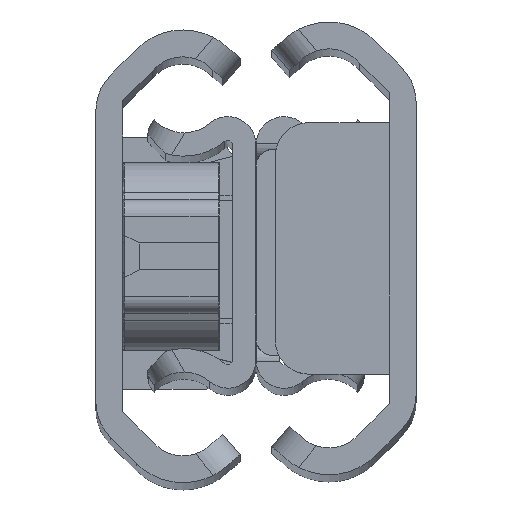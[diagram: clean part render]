
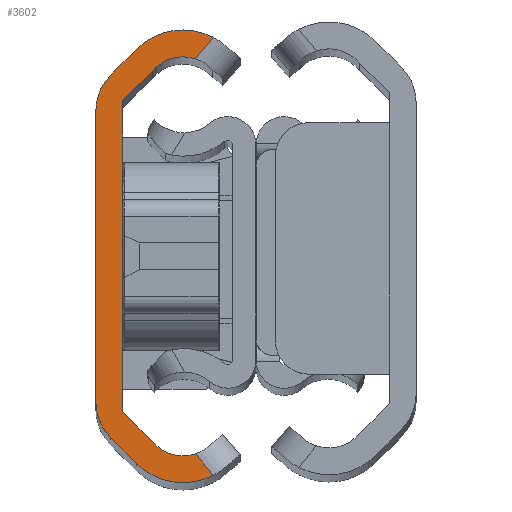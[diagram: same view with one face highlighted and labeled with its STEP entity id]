
A CAD part, top view. The second image highlights one B-rep face of the part: STEP entity #3602.
In plain terms, the highlighted planar face has unit normal (0, 0, 1).
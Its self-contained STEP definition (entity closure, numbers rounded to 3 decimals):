
#4 = EDGE_CURVE ( 'NONE', #4181, #2107, #1594, .T. ) ;
#18 = VERTEX_POINT ( 'NONE', #673 ) ;
#51 = EDGE_CURVE ( 'NONE', #935, #651, #2365, .T. ) ;
#107 = CARTESIAN_POINT ( 'NONE',  ( 5.2, 9.52, 0. ) ) ;
#111 = DIRECTION ( 'NONE',  ( 0., 0., 1. ) ) ;
#140 = DIRECTION ( 'NONE',  ( 1., 0., 0. ) ) ;
#371 = ORIENTED_EDGE ( 'NONE', *, *, #4, .T. ) ;
#398 = CARTESIAN_POINT ( 'NONE',  ( 2.414, -12.346, 0. ) ) ;
#431 = AXIS2_PLACEMENT_3D ( 'NONE', #3024, #5263, #4603 ) ;
#448 = AXIS2_PLACEMENT_3D ( 'NONE', #2589, #4355, #3114 ) ;
#479 = EDGE_CURVE ( 'NONE', #651, #2562, #2729, .T. ) ;
#596 = DIRECTION ( 'NONE',  ( 0.707, -0.707, 0. ) ) ;
#644 = LINE ( 'NONE', #3376, #6397 ) ;
#651 = VERTEX_POINT ( 'NONE', #877 ) ;
#673 = CARTESIAN_POINT ( 'NONE',  ( 1.6, -9.269, 0. ) ) ;
#690 = ORIENTED_EDGE ( 'NONE', *, *, #1296, .T. ) ;
#877 = CARTESIAN_POINT ( 'NONE',  ( 3.359, 11.028, 0. ) ) ;
#895 = EDGE_CURVE ( 'NONE', #1391, #1283, #2695, .T. ) ;
#935 = VERTEX_POINT ( 'NONE', #3234 ) ;
#957 = VECTOR ( 'NONE', #5203, 1000. ) ;
#1030 = LINE ( 'NONE', #3987, #5506 ) ;
#1052 = ORIENTED_EDGE ( 'NONE', *, *, #1208, .T. ) ;
#1091 = AXIS2_PLACEMENT_3D ( 'NONE', #107, #3494, #140 ) ;
#1112 = PLANE ( 'NONE',  #5273 ) ;
#1193 = CARTESIAN_POINT ( 'NONE',  ( 2.414, 12.346, 0. ) ) ;
#1208 = EDGE_CURVE ( 'NONE', #2141, #6083, #6240, .T. ) ;
#1283 = VERTEX_POINT ( 'NONE', #5793 ) ;
#1296 = EDGE_CURVE ( 'NONE', #1283, #18, #6458, .T. ) ;
#1391 = VERTEX_POINT ( 'NONE', #1488 ) ;
#1400 = CARTESIAN_POINT ( 'NONE',  ( 3.207, 8.515, 0. ) ) ;
#1415 = DIRECTION ( 'NONE',  ( -0.707, 0.707, 0. ) ) ;
#1488 = CARTESIAN_POINT ( 'NONE',  ( 5.946, -11.78, 0. ) ) ;
#1559 = VERTEX_POINT ( 'NONE', #1193 ) ;
#1580 = CARTESIAN_POINT ( 'NONE',  ( 0., -8.689, 0. ) ) ;
#1594 = LINE ( 'NONE', #5567, #6004 ) ;
#1636 = CARTESIAN_POINT ( 'NONE',  ( 0., 8.689, 0. ) ) ;
#1697 = DIRECTION ( 'NONE',  ( 0., 0., 1. ) ) ;
#1805 = EDGE_CURVE ( 'NONE', #2107, #2192, #3151, .T. ) ;
#1825 = ORIENTED_EDGE ( 'NONE', *, *, #5179, .T. ) ;
#1834 = CARTESIAN_POINT ( 'NONE',  ( 0.879, -10.811, 0. ) ) ;
#1887 = EDGE_CURVE ( 'NONE', #6586, #4181, #6313, .T. ) ;
#1903 = CARTESIAN_POINT ( 'NONE',  ( 2.414, 12.346, 0. ) ) ;
#1963 = VECTOR ( 'NONE', #2767, 1000. ) ;
#1965 = DIRECTION ( 'NONE',  ( 1., 0., 0. ) ) ;
#2070 = EDGE_CURVE ( 'NONE', #2562, #5019, #4207, .T. ) ;
#2107 = VERTEX_POINT ( 'NONE', #1580 ) ;
#2141 = VERTEX_POINT ( 'NONE', #398 ) ;
#2158 = EDGE_CURVE ( 'NONE', #6083, #1391, #3760, .T. ) ;
#2181 = EDGE_LOOP ( 'NONE', ( #1052, #5111, #3385, #690, #6384, #6629, #3620, #2387, #6694, #1825, #5469, #371, #4088, #3404 ) ) ;
#2192 = VERTEX_POINT ( 'NONE', #1834 ) ;
#2365 = LINE ( 'NONE', #2822, #957 ) ;
#2387 = ORIENTED_EDGE ( 'NONE', *, *, #2070, .T. ) ;
#2448 = CIRCLE ( 'NONE', #448, 3.94 ) ;
#2485 = DIRECTION ( 'NONE',  ( 0., 0., -1. ) ) ;
#2562 = VERTEX_POINT ( 'NONE', #5993 ) ;
#2589 = CARTESIAN_POINT ( 'NONE',  ( 5.2, 9.56, 0. ) ) ;
#2695 = CIRCLE ( 'NONE', #7155, 2.38 ) ;
#2729 = CIRCLE ( 'NONE', #1091, 2.38 ) ;
#2761 = CARTESIAN_POINT ( 'NONE',  ( 7.017, 13.056, 0. ) ) ;
#2767 = DIRECTION ( 'NONE',  ( 0.643, 0.766, 0. ) ) ;
#2822 = CARTESIAN_POINT ( 'NONE',  ( 3.359, 11.028, 0. ) ) ;
#2898 = DIRECTION ( 'NONE',  ( 0., 1., 0. ) ) ;
#3024 = CARTESIAN_POINT ( 'NONE',  ( 3., 8.689, 0. ) ) ;
#3045 = DIRECTION ( 'NONE',  ( 0., 0., 1. ) ) ;
#3114 = DIRECTION ( 'NONE',  ( 1., 0., 0. ) ) ;
#3151 = CIRCLE ( 'NONE', #7254, 3. ) ;
#3234 = CARTESIAN_POINT ( 'NONE',  ( 1.6, 9.269, 0. ) ) ;
#3320 = CARTESIAN_POINT ( 'NONE',  ( -5.35, 1.683, 0. ) ) ;
#3376 = CARTESIAN_POINT ( 'NONE',  ( 1.6, 9.269, 0. ) ) ;
#3385 = ORIENTED_EDGE ( 'NONE', *, *, #895, .T. ) ;
#3404 = ORIENTED_EDGE ( 'NONE', *, *, #6699, .T. ) ;
#3451 = EDGE_CURVE ( 'NONE', #5019, #1559, #2448, .T. ) ;
#3494 = DIRECTION ( 'NONE',  ( 0., 0., -1. ) ) ;
#3602 = ADVANCED_FACE ( 'NONE', ( #6112 ), #1112, .T. ) ;
#3620 = ORIENTED_EDGE ( 'NONE', *, *, #479, .T. ) ;
#3760 = LINE ( 'NONE', #3320, #5146 ) ;
#3796 = DIRECTION ( 'NONE',  ( -0.643, 0.766, 0. ) ) ;
#3922 = DIRECTION ( 'NONE',  ( 0., -1., 0. ) ) ;
#3987 = CARTESIAN_POINT ( 'NONE',  ( 2.414, -12.346, 0. ) ) ;
#4016 = AXIS2_PLACEMENT_3D ( 'NONE', #4662, #3045, #1965 ) ;
#4088 = ORIENTED_EDGE ( 'NONE', *, *, #1805, .T. ) ;
#4165 = CARTESIAN_POINT ( 'NONE',  ( 3., -8.689, 0. ) ) ;
#4181 = VERTEX_POINT ( 'NONE', #1636 ) ;
#4183 = DIRECTION ( 'NONE',  ( 1., 0., 0. ) ) ;
#4207 = LINE ( 'NONE', #1400, #1963 ) ;
#4319 = EDGE_CURVE ( 'NONE', #18, #935, #644, .T. ) ;
#4355 = DIRECTION ( 'NONE',  ( 0., 0., 1. ) ) ;
#4394 = CARTESIAN_POINT ( 'NONE',  ( 3., 8.689, 0. ) ) ;
#4603 = DIRECTION ( 'NONE',  ( 1., 0., 0. ) ) ;
#4631 = LINE ( 'NONE', #1903, #5602 ) ;
#4662 = CARTESIAN_POINT ( 'NONE',  ( 5.2, -9.56, 0. ) ) ;
#4667 = DIRECTION ( 'NONE',  ( -0.707, -0.707, 0. ) ) ;
#5019 = VERTEX_POINT ( 'NONE', #2761 ) ;
#5111 = ORIENTED_EDGE ( 'NONE', *, *, #2158, .T. ) ;
#5146 = VECTOR ( 'NONE', #3796, 1000. ) ;
#5179 = EDGE_CURVE ( 'NONE', #1559, #6586, #4631, .T. ) ;
#5203 = DIRECTION ( 'NONE',  ( 0.707, 0.707, 0. ) ) ;
#5247 = CARTESIAN_POINT ( 'NONE',  ( 3.359, -11.028, 0. ) ) ;
#5263 = DIRECTION ( 'NONE',  ( 0., 0., 1. ) ) ;
#5273 = AXIS2_PLACEMENT_3D ( 'NONE', #4394, #1697, #6188 ) ;
#5351 = CARTESIAN_POINT ( 'NONE',  ( 5.2, -9.52, 0. ) ) ;
#5469 = ORIENTED_EDGE ( 'NONE', *, *, #1887, .T. ) ;
#5506 = VECTOR ( 'NONE', #596, 1000. ) ;
#5567 = CARTESIAN_POINT ( 'NONE',  ( 0., -8.689, 0. ) ) ;
#5602 = VECTOR ( 'NONE', #4667, 1000. ) ;
#5793 = CARTESIAN_POINT ( 'NONE',  ( 3.359, -11.028, 0. ) ) ;
#5881 = VECTOR ( 'NONE', #1415, 1000. ) ;
#5993 = CARTESIAN_POINT ( 'NONE',  ( 5.946, 11.78, 0. ) ) ;
#6004 = VECTOR ( 'NONE', #3922, 1000. ) ;
#6083 = VERTEX_POINT ( 'NONE', #6373 ) ;
#6112 = FACE_OUTER_BOUND ( 'NONE', #2181, .T. ) ;
#6188 = DIRECTION ( 'NONE',  ( 1., 0., 0. ) ) ;
#6240 = CIRCLE ( 'NONE', #4016, 3.94 ) ;
#6313 = CIRCLE ( 'NONE', #431, 3. ) ;
#6373 = CARTESIAN_POINT ( 'NONE',  ( 7.017, -13.056, 0. ) ) ;
#6384 = ORIENTED_EDGE ( 'NONE', *, *, #4319, .T. ) ;
#6397 = VECTOR ( 'NONE', #2898, 1000. ) ;
#6458 = LINE ( 'NONE', #5247, #5881 ) ;
#6586 = VERTEX_POINT ( 'NONE', #7072 ) ;
#6629 = ORIENTED_EDGE ( 'NONE', *, *, #51, .T. ) ;
#6694 = ORIENTED_EDGE ( 'NONE', *, *, #3451, .T. ) ;
#6699 = EDGE_CURVE ( 'NONE', #2192, #2141, #1030, .T. ) ;
#6920 = DIRECTION ( 'NONE',  ( 1., 0., 0. ) ) ;
#7072 = CARTESIAN_POINT ( 'NONE',  ( 0.879, 10.811, 0. ) ) ;
#7155 = AXIS2_PLACEMENT_3D ( 'NONE', #5351, #2485, #4183 ) ;
#7254 = AXIS2_PLACEMENT_3D ( 'NONE', #4165, #111, #6920 ) ;
